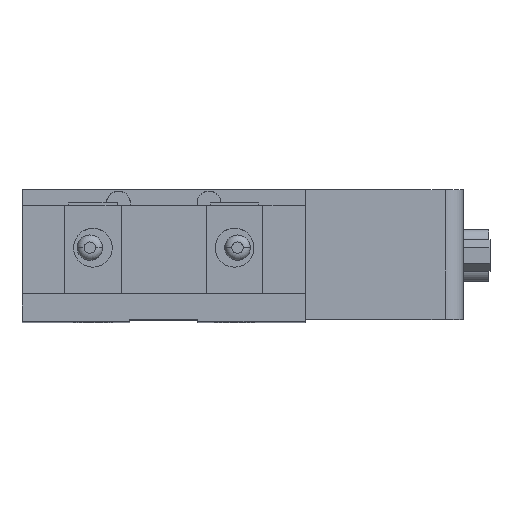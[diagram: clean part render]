
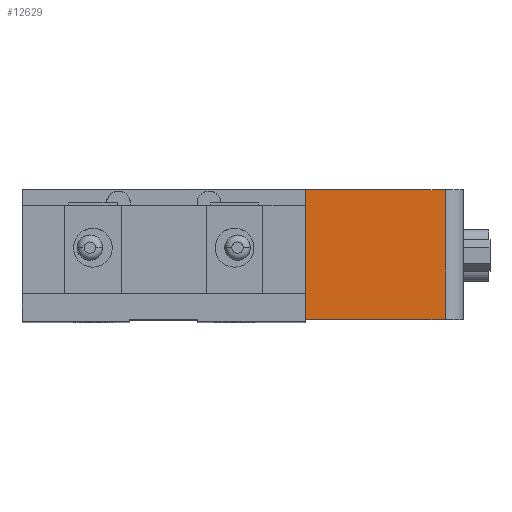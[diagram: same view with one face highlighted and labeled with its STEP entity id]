
A CAD part, top view. The second image highlights one B-rep face of the part: STEP entity #12629.
In plain terms, the highlighted planar face has unit normal (0, 0, 1).
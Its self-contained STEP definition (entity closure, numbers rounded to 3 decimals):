
#2 = CARTESIAN_POINT ( 'NONE',  ( 49.635, -12.5, 18.5 ) ) ;
#639 = LINE ( 'NONE', #783, #11636 ) ;
#783 = CARTESIAN_POINT ( 'NONE',  ( 49.635, -12.5, 18.5 ) ) ;
#812 = FACE_OUTER_BOUND ( 'NONE', #15410, .T. ) ;
#1114 = LINE ( 'NONE', #15251, #6399 ) ;
#1933 = AXIS2_PLACEMENT_3D ( 'NONE', #1934, #8065, #2160 ) ;
#1934 = CARTESIAN_POINT ( 'NONE',  ( 43.41, -12.5, 18.5 ) ) ;
#2160 = DIRECTION ( 'NONE',  ( 1., 0., 0. ) ) ;
#2271 = VERTEX_POINT ( 'NONE', #10181 ) ;
#2885 = CARTESIAN_POINT ( 'NONE',  ( 43.41, 10.4, 18.5 ) ) ;
#2963 = LINE ( 'NONE', #2885, #4114 ) ;
#2975 = EDGE_CURVE ( 'NONE', #8649, #4820, #2963, .T. ) ;
#3270 = PLANE ( 'NONE',  #1933 ) ;
#3490 = EDGE_CURVE ( 'NONE', #8401, #4820, #639, .T. ) ;
#3497 = ORIENTED_EDGE ( 'NONE', *, *, #3490, .T. ) ;
#4114 = VECTOR ( 'NONE', #7609, 1000. ) ;
#4820 = VERTEX_POINT ( 'NONE', #7103 ) ;
#4939 = EDGE_CURVE ( 'NONE', #2271, #8401, #1114, .T. ) ;
#5181 = EDGE_CURVE ( 'NONE', #8649, #2271, #10581, .T. ) ;
#6399 = VECTOR ( 'NONE', #10510, 1000. ) ;
#7023 = ORIENTED_EDGE ( 'NONE', *, *, #4939, .T. ) ;
#7072 = CARTESIAN_POINT ( 'NONE',  ( 13.575, 10.4, 18.5 ) ) ;
#7103 = CARTESIAN_POINT ( 'NONE',  ( 49.635, 10.4, 18.5 ) ) ;
#7395 = ORIENTED_EDGE ( 'NONE', *, *, #5181, .T. ) ;
#7609 = DIRECTION ( 'NONE',  ( 1., 0., 0. ) ) ;
#8065 = DIRECTION ( 'NONE',  ( 0., 0., 1. ) ) ;
#8401 = VERTEX_POINT ( 'NONE', #2 ) ;
#8649 = VERTEX_POINT ( 'NONE', #7072 ) ;
#9239 = DIRECTION ( 'NONE',  ( 0., 1., 0. ) ) ;
#10181 = CARTESIAN_POINT ( 'NONE',  ( 13.575, -12.5, 18.5 ) ) ;
#10192 = VECTOR ( 'NONE', #11532, 1000. ) ;
#10510 = DIRECTION ( 'NONE',  ( 1., 0., 0. ) ) ;
#10581 = LINE ( 'NONE', #15389, #10192 ) ;
#11532 = DIRECTION ( 'NONE',  ( 0., -1., 0. ) ) ;
#11636 = VECTOR ( 'NONE', #9239, 1000. ) ;
#12629 = ADVANCED_FACE ( 'NONE', ( #812 ), #3270, .T. ) ;
#14013 = ORIENTED_EDGE ( 'NONE', *, *, #2975, .F. ) ;
#15251 = CARTESIAN_POINT ( 'NONE',  ( 43.41, -12.5, 18.5 ) ) ;
#15389 = CARTESIAN_POINT ( 'NONE',  ( 13.575, -12.5, 18.5 ) ) ;
#15410 = EDGE_LOOP ( 'NONE', ( #14013, #7395, #7023, #3497 ) ) ;
